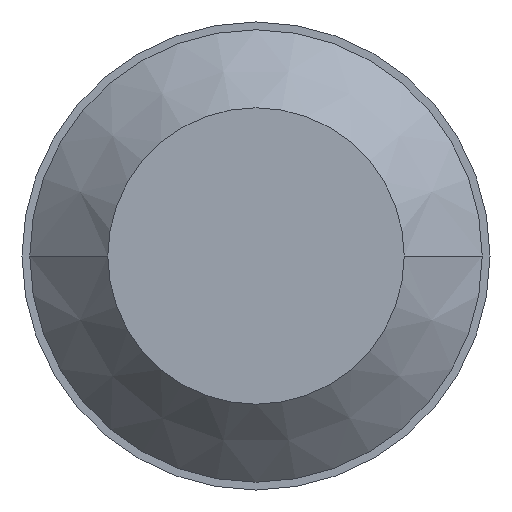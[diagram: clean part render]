
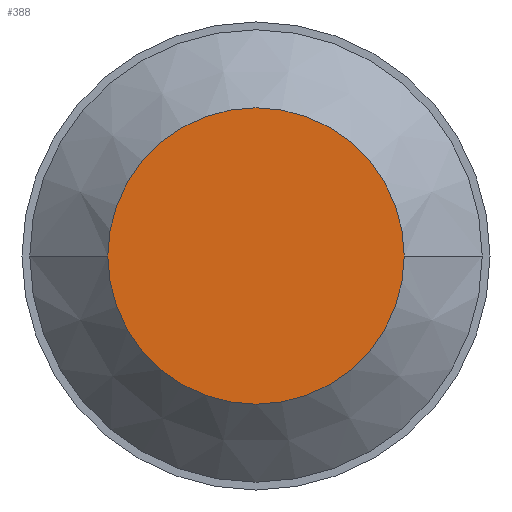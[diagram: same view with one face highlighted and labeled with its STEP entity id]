
A CAD part, front view. The second image highlights one B-rep face of the part: STEP entity #388.
In plain terms, the highlighted planar face has unit normal (0, -1, 0).
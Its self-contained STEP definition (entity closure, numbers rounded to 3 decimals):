
#310=CARTESIAN_POINT('',(-1.9,0.,0.0));
#311=VERTEX_POINT('',#310);
#318=CARTESIAN_POINT('',(1.9,0.0,0.));
#319=VERTEX_POINT('',#318);
#320=CARTESIAN_POINT('',(0.0,0.0,0.0));
#321=DIRECTION('',(0.0,1.0,0.0));
#322=DIRECTION('',(-1.0,0.0,0.0));
#323=AXIS2_PLACEMENT_3D('',#320,#321,#322);
#324=CIRCLE('',#323,1.9);
#325=EDGE_CURVE('',#311,#319,#324,.T.);
#351=CARTESIAN_POINT('',(0.0,0.0,0.0));
#352=DIRECTION('',(0.0,1.0,0.0));
#353=DIRECTION('',(-1.0,0.0,0.0));
#354=AXIS2_PLACEMENT_3D('',#351,#352,#353);
#355=CIRCLE('',#354,1.9);
#356=EDGE_CURVE('',#319,#311,#355,.T.);
#379=CARTESIAN_POINT('',(0.0,0.0,0.0));
#380=DIRECTION('',(0.0,-1.0,0.0));
#381=DIRECTION('',(1.0,0.0,0.0));
#382=AXIS2_PLACEMENT_3D('',#379,#380,#381);
#383=PLANE('',#382);
#384=ORIENTED_EDGE('',*,*,#356,.F.);
#385=ORIENTED_EDGE('',*,*,#325,.F.);
#386=EDGE_LOOP('',(#384,#385));
#387=FACE_OUTER_BOUND('',#386,.T.);
#388=ADVANCED_FACE('',(#387),#383,.T.);
